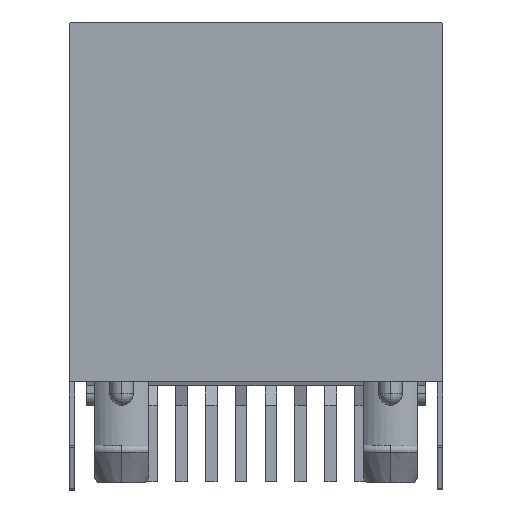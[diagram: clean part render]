
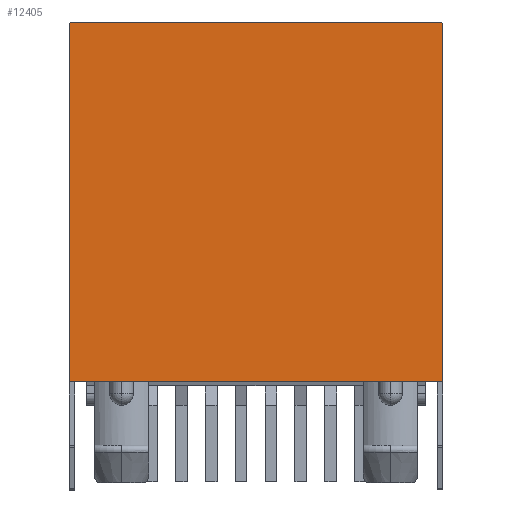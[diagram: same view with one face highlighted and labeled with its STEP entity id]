
A CAD part, front view. The second image highlights one B-rep face of the part: STEP entity #12405.
In plain terms, the highlighted planar face has unit normal (0, -1, 0).
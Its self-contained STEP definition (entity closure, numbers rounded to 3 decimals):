
#1020 = EDGE_CURVE ( 'NONE', #2347, #2348, #5115, .T. ) ;
#1058 = EDGE_CURVE ( 'NONE', #2380, #2382, #5176, .T. ) ;
#1070 = EDGE_CURVE ( 'NONE', #2347, #2380, #5194, .T. ) ;
#1071 = EDGE_CURVE ( 'NONE', #2389, #2382, #5198, .T. ) ;
#1072 = EDGE_CURVE ( 'NONE', #2393, #2389, #5199, .T. ) ;
#1073 = EDGE_CURVE ( 'NONE', #2393, #2348, #5196, .T. ) ;
#1471 = AXIS2_PLACEMENT_3D ( 'NONE', #4905, #4906, #4907 ) ;
#1472 = AXIS2_PLACEMENT_3D ( 'NONE', #4912, #4913, #4914 ) ;
#1724 = EDGE_LOOP ( 'NONE', ( #3022, #3023, #3024, #3025, #3026, #3027 ) ) ;
#2347 = VERTEX_POINT ( 'NONE', #7016 ) ;
#2348 = VERTEX_POINT ( 'NONE', #7017 ) ;
#2380 = VERTEX_POINT ( 'NONE', #7049 ) ;
#2382 = VERTEX_POINT ( 'NONE', #7051 ) ;
#2389 = VERTEX_POINT ( 'NONE', #7058 ) ;
#2393 = VERTEX_POINT ( 'NONE', #7062 ) ;
#3022 = ORIENTED_EDGE ( 'NONE', *, *, #1020, .F. ) ;
#3023 = ORIENTED_EDGE ( 'NONE', *, *, #1070, .T. ) ;
#3024 = ORIENTED_EDGE ( 'NONE', *, *, #1058, .T. ) ;
#3025 = ORIENTED_EDGE ( 'NONE', *, *, #1071, .F. ) ;
#3026 = ORIENTED_EDGE ( 'NONE', *, *, #1072, .F. ) ;
#3027 = ORIENTED_EDGE ( 'NONE', *, *, #1073, .T. ) ;
#4783 = CARTESIAN_POINT ( 'NONE',  ( -7.95, -0.25, 0.2 ) ) ;
#4784 = DIRECTION ( 'NONE',  ( 1., 0., 0. ) ) ;
#4869 = DIRECTION ( 'NONE',  ( 0., 0., -1. ) ) ;
#4873 = CARTESIAN_POINT ( 'NONE',  ( -7.95, -0.25, 0.2 ) ) ;
#4901 = DIRECTION ( 'NONE',  ( -1., 0., 0. ) ) ;
#4903 = CARTESIAN_POINT ( 'NONE',  ( 31.719, -0.25, -15.1 ) ) ;
#4905 = CARTESIAN_POINT ( 'NONE',  ( -7.775, -0.25, 0.025 ) ) ;
#4906 = DIRECTION ( 'NONE',  ( 0., -1., 0. ) ) ;
#4907 = DIRECTION ( 'NONE',  ( 0., 0., 1. ) ) ;
#4908 = CARTESIAN_POINT ( 'NONE',  ( 7.95, -0.25, 0.2 ) ) ;
#4910 = DIRECTION ( 'NONE',  ( 0., 0., -1. ) ) ;
#4912 = CARTESIAN_POINT ( 'NONE',  ( 7.775, -0.25, 0.025 ) ) ;
#4913 = DIRECTION ( 'NONE',  ( 0., -1., 0. ) ) ;
#4914 = DIRECTION ( 'NONE',  ( 0., 0., 1. ) ) ;
#5115 = LINE ( 'NONE', #4783, #5118 ) ;
#5118 = VECTOR ( 'NONE', #4784, 1000. ) ;
#5176 = LINE ( 'NONE', #4873, #5178 ) ;
#5178 = VECTOR ( 'NONE', #4869, 1000. ) ;
#5194 = CIRCLE ( 'NONE', #1471, 0.175 ) ;
#5196 = CIRCLE ( 'NONE', #1472, 0.175 ) ;
#5198 = LINE ( 'NONE', #4903, #5200 ) ;
#5199 = LINE ( 'NONE', #4908, #5202 ) ;
#5200 = VECTOR ( 'NONE', #4901, 1000. ) ;
#5202 = VECTOR ( 'NONE', #4910, 1000. ) ;
#7016 = CARTESIAN_POINT ( 'NONE',  ( -7.775, -0.25, 0.2 ) ) ;
#7017 = CARTESIAN_POINT ( 'NONE',  ( 7.775, -0.25, 0.2 ) ) ;
#7049 = CARTESIAN_POINT ( 'NONE',  ( -7.95, -0.25, 0.025 ) ) ;
#7051 = CARTESIAN_POINT ( 'NONE',  ( -7.95, -0.25, -15.1 ) ) ;
#7058 = CARTESIAN_POINT ( 'NONE',  ( 7.95, -0.25, -15.1 ) ) ;
#7062 = CARTESIAN_POINT ( 'NONE',  ( 7.95, -0.25, 0.025 ) ) ;
#9785 = AXIS2_PLACEMENT_3D ( 'NONE', #10800, #10805, #10806 ) ;
#10226 = FACE_OUTER_BOUND ( 'NONE', #1724, .T. ) ;
#10799 = PLANE ( 'NONE',  #9785 ) ;
#10800 = CARTESIAN_POINT ( 'NONE',  ( -7.95, -0.25, 0.2 ) ) ;
#10805 = DIRECTION ( 'NONE',  ( 0., 1., 0. ) ) ;
#10806 = DIRECTION ( 'NONE',  ( 0., 0., 1. ) ) ;
#12405 = ADVANCED_FACE ( 'NONE', ( #10226 ), #10799, .F. ) ;
